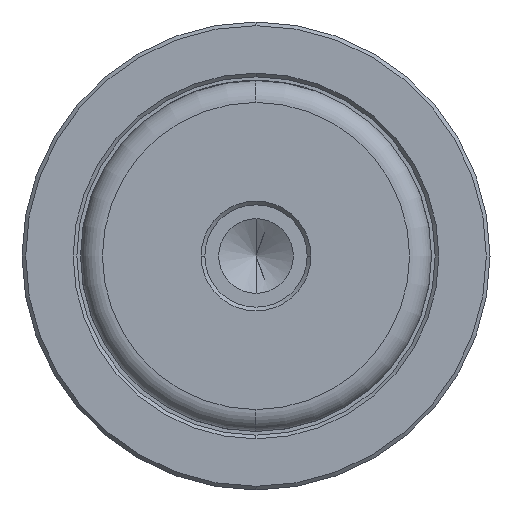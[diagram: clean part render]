
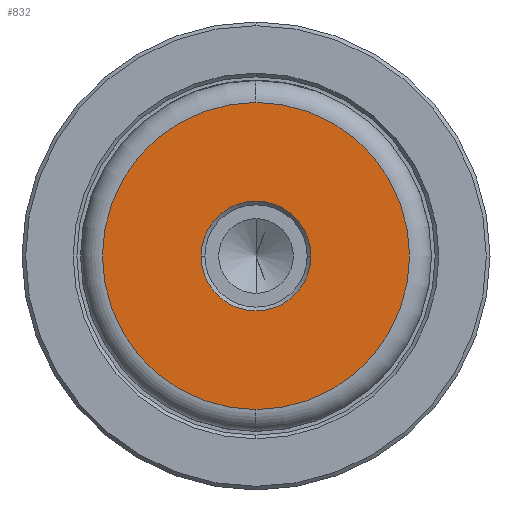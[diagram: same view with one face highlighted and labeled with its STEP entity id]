
A CAD part, left-side view. The second image highlights one B-rep face of the part: STEP entity #832.
In plain terms, the highlighted planar face has unit normal (-1, 0, 0).
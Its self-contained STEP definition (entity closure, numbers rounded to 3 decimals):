
#8 = DIRECTION ( 'NONE',  ( 0., 0., 1. ) ) ;
#71 = CARTESIAN_POINT ( 'NONE',  ( 0., 0., 0. ) ) ;
#106 = CARTESIAN_POINT ( 'NONE',  ( 0., 0., 0. ) ) ;
#112 = AXIS2_PLACEMENT_3D ( 'NONE', #106, #1231, #475 ) ;
#132 = FACE_OUTER_BOUND ( 'NONE', #1163, .T. ) ;
#152 = CARTESIAN_POINT ( 'NONE',  ( 0., 0., 0. ) ) ;
#256 = DIRECTION ( 'NONE',  ( 0., 0., 1. ) ) ;
#291 = EDGE_CURVE ( 'NONE', #1281, #985, #2165, .T. ) ;
#329 = DIRECTION ( 'NONE',  ( 0., 0., 1. ) ) ;
#334 = ORIENTED_EDGE ( 'NONE', *, *, #1051, .T. ) ;
#441 = AXIS2_PLACEMENT_3D ( 'NONE', #2305, #1139, #8 ) ;
#475 = DIRECTION ( 'NONE',  ( 0., 0., 1. ) ) ;
#582 = VERTEX_POINT ( 'NONE', #1025 ) ;
#769 = AXIS2_PLACEMENT_3D ( 'NONE', #2032, #853, #2216 ) ;
#781 = EDGE_CURVE ( 'NONE', #786, #582, #2448, .T. ) ;
#786 = VERTEX_POINT ( 'NONE', #2176 ) ;
#796 = CARTESIAN_POINT ( 'NONE',  ( 0., 7.5, 0. ) ) ;
#832 = ADVANCED_FACE ( 'NONE', ( #2104, #132 ), #1648, .T. ) ;
#853 = DIRECTION ( 'NONE',  ( 1., 0., 0. ) ) ;
#985 = VERTEX_POINT ( 'NONE', #2229 ) ;
#1025 = CARTESIAN_POINT ( 'NONE',  ( 0., 0., -20.997 ) ) ;
#1051 = EDGE_CURVE ( 'NONE', #582, #786, #1535, .T. ) ;
#1094 = ORIENTED_EDGE ( 'NONE', *, *, #781, .T. ) ;
#1133 = CIRCLE ( 'NONE', #769, 7.5 ) ;
#1139 = DIRECTION ( 'NONE',  ( 1., 0., 0. ) ) ;
#1163 = EDGE_LOOP ( 'NONE', ( #1094, #334 ) ) ;
#1231 = DIRECTION ( 'NONE',  ( -1., 0., 0. ) ) ;
#1256 = ORIENTED_EDGE ( 'NONE', *, *, #291, .T. ) ;
#1281 = VERTEX_POINT ( 'NONE', #796 ) ;
#1412 = DIRECTION ( 'NONE',  ( -1., 0., 0. ) ) ;
#1436 = AXIS2_PLACEMENT_3D ( 'NONE', #71, #1412, #256 ) ;
#1497 = DIRECTION ( 'NONE',  ( -1., 0., 0. ) ) ;
#1535 = CIRCLE ( 'NONE', #1664, 20.997 ) ;
#1648 = PLANE ( 'NONE',  #112 ) ;
#1664 = AXIS2_PLACEMENT_3D ( 'NONE', #152, #1497, #329 ) ;
#1890 = EDGE_LOOP ( 'NONE', ( #2054, #1256 ) ) ;
#2032 = CARTESIAN_POINT ( 'NONE',  ( 0., 0., 0. ) ) ;
#2054 = ORIENTED_EDGE ( 'NONE', *, *, #2076, .T. ) ;
#2076 = EDGE_CURVE ( 'NONE', #985, #1281, #1133, .T. ) ;
#2104 = FACE_BOUND ( 'NONE', #1890, .T. ) ;
#2165 = CIRCLE ( 'NONE', #441, 7.5 ) ;
#2176 = CARTESIAN_POINT ( 'NONE',  ( 0., 0., 20.997 ) ) ;
#2216 = DIRECTION ( 'NONE',  ( 0., 0., 1. ) ) ;
#2229 = CARTESIAN_POINT ( 'NONE',  ( 0., -7.5, 0. ) ) ;
#2305 = CARTESIAN_POINT ( 'NONE',  ( 0., 0., 0. ) ) ;
#2448 = CIRCLE ( 'NONE', #1436, 20.997 ) ;
